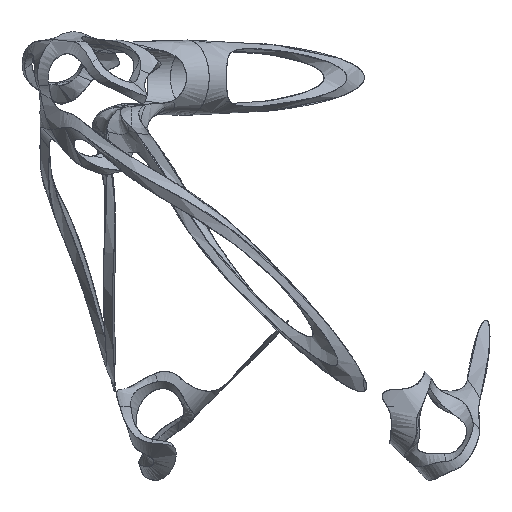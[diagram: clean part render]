
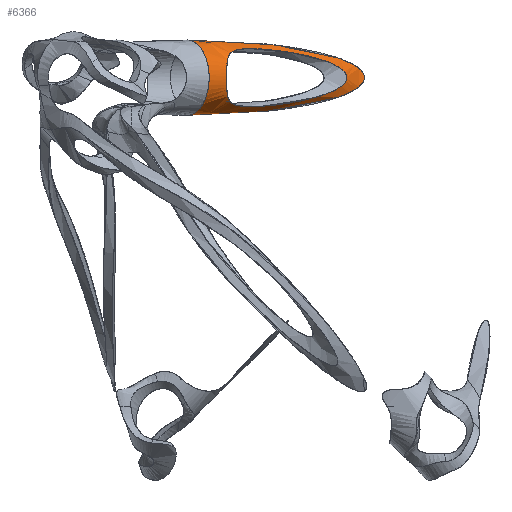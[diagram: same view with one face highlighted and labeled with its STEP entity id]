
A CAD part, front view. The second image highlights one B-rep face of the part: STEP entity #6366.
In plain terms, the highlighted free-form (B-spline) face has degree [2, 1] with [5, 2] control points.
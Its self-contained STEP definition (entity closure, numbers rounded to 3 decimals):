
#6050 = VERTEX_POINT('',#6051);
#6051 = CARTESIAN_POINT('',(-24.763,-25.427,
    136.457));
#6057 = EDGE_CURVE('',#6050,#6050,#6058,.T.);
#6058 = B_SPLINE_CURVE_WITH_KNOTS('',3,(#6059,#6060,#6061,#6062,#6063,
    #6064,#6065,#6066,#6067,#6068,#6069,#6070,#6071,#6072,#6073,#6074,
    #6075,#6076,#6077,#6078,#6079,#6080,#6081,#6082,#6083,#6084,#6085,
    #6086,#6087,#6088,#6089),.UNSPECIFIED.,.T.,.F.,(1,3,1,1,1,1,1,1,1,1,
    1,1,1,1,1,1,1,1,1,1,1,1,1,1,1,1,1,1,1,3,1),(-1.059,0.,
    0.53,1.059,1.324,1.589,
    2.118,2.471,2.824,3.177,
    3.53,3.883,4.236,4.943,
    6.355,7.767,8.473,9.179,
    9.532,9.709,9.885,9.973,
    10.062,10.238,10.591,11.297,
    12.003,12.709,13.769,14.828,
    15.357),.UNSPECIFIED.);
#6059 = CARTESIAN_POINT('',(-24.762,-25.428,
    136.456));
#6060 = CARTESIAN_POINT('',(-26.59,-27.24,
    136.464));
#6061 = CARTESIAN_POINT('',(-30.135,-30.976,
    136.352));
#6062 = CARTESIAN_POINT('',(-33.978,-36.142,
    135.568));
#6063 = CARTESIAN_POINT('',(-36.249,-40.528,
    134.002));
#6064 = CARTESIAN_POINT('',(-37.772,-44.846,
    131.513));
#6065 = CARTESIAN_POINT('',(-38.142,-48.505,
    127.007));
#6066 = CARTESIAN_POINT('',(-38.139,-49.816,
    121.008));
#6067 = CARTESIAN_POINT('',(-38.144,-49.1,
    115.811));
#6068 = CARTESIAN_POINT('',(-37.989,-46.574,
    111.195));
#6069 = CARTESIAN_POINT('',(-37.125,-42.634,
    107.822));
#6070 = CARTESIAN_POINT('',(-35.167,-38.202,
    105.88));
#6071 = CARTESIAN_POINT('',(-31.468,-32.52,
    104.591));
#6072 = CARTESIAN_POINT('',(-23.335,-23.577,
    104.147));
#6073 = CARTESIAN_POINT('',(-10.32,-12.453,
    105.214));
#6074 = CARTESIAN_POINT('',(3.007,-2.035,
    107.376));
#6075 = CARTESIAN_POINT('',(13.906,6.182,
    110.254));
#6076 = CARTESIAN_POINT('',(20.419,11.027,
    112.699));
#6077 = CARTESIAN_POINT('',(24.841,14.287,
    115.364));
#6078 = CARTESIAN_POINT('',(27.012,15.883,
    117.498));
#6079 = CARTESIAN_POINT('',(27.987,16.598,
    119.382));
#6080 = CARTESIAN_POINT('',(27.958,16.577,
    121.157));
#6081 = CARTESIAN_POINT('',(27.379,16.152,
    122.75));
#6082 = CARTESIAN_POINT('',(25.624,14.863,
    124.895));
#6083 = CARTESIAN_POINT('',(21.321,11.693,
    127.729));
#6084 = CARTESIAN_POINT('',(14.734,6.804,
    130.324));
#6085 = CARTESIAN_POINT('',(6.671,0.729,
    132.533));
#6086 = CARTESIAN_POINT('',(-2.731,-6.504,
    134.43));
#6087 = CARTESIAN_POINT('',(-13.338,-14.995,
    135.888));
#6088 = CARTESIAN_POINT('',(-21.105,-21.803,
    136.439));
#6089 = CARTESIAN_POINT('',(-24.762,-25.428,
    136.456));
#6366 = ADVANCED_FACE('',(#6367,#6389),#6392,.T.);
#6367 = FACE_BOUND('',#6368,.T.);
#6368 = EDGE_LOOP('',(#6369,#6381));
#6369 = ORIENTED_EDGE('',*,*,#6370,.F.);
#6370 = EDGE_CURVE('',#6371,#6373,#6375,.T.);
#6371 = VERTEX_POINT('',#6372);
#6372 = CARTESIAN_POINT('',(-59.97,-41.991,
    99.66));
#6373 = VERTEX_POINT('',#6374);
#6374 = CARTESIAN_POINT('',(-59.97,-41.991,
    141.179));
#6375 = ( BOUNDED_CURVE() B_SPLINE_CURVE(2,(#6376,#6377,#6378,#6379,
#6380),.UNSPECIFIED.,.F.,.F.) B_SPLINE_CURVE_WITH_KNOTS((3,2,3),(
    4.712,6.283,7.854),
.PIECEWISE_BEZIER_KNOTS.) CURVE() GEOMETRIC_REPRESENTATION_ITEM() 
RATIONAL_B_SPLINE_CURVE((1.,0.707,1.,0.707,1.)) 
REPRESENTATION_ITEM('') );
#6376 = CARTESIAN_POINT('',(-59.97,-41.991,
    99.66));
#6377 = CARTESIAN_POINT('',(-47.87,-59.25,
    99.66));
#6378 = CARTESIAN_POINT('',(-47.87,-59.25,
    120.42));
#6379 = CARTESIAN_POINT('',(-47.87,-59.25,
    141.179));
#6380 = CARTESIAN_POINT('',(-59.97,-41.991,
    141.179));
#6381 = ORIENTED_EDGE('',*,*,#6382,.F.);
#6382 = EDGE_CURVE('',#6373,#6371,#6383,.T.);
#6383 = ( BOUNDED_CURVE() B_SPLINE_CURVE(2,(#6384,#6385,#6386,#6387,
#6388),.UNSPECIFIED.,.F.,.F.) B_SPLINE_CURVE_WITH_KNOTS((3,2,3),(
    4.712,6.283,7.854),
.PIECEWISE_BEZIER_KNOTS.) CURVE() GEOMETRIC_REPRESENTATION_ITEM() 
RATIONAL_B_SPLINE_CURVE((1.,0.707,1.,0.707,1.)) 
REPRESENTATION_ITEM('') );
#6384 = CARTESIAN_POINT('',(-59.97,-41.991,
    141.179));
#6385 = CARTESIAN_POINT('',(37.683,26.303,
    141.179));
#6386 = CARTESIAN_POINT('',(37.683,26.303,
    120.42));
#6387 = CARTESIAN_POINT('',(37.683,26.303,
    99.66));
#6388 = CARTESIAN_POINT('',(-59.97,-41.991,
    99.66));
#6389 = FACE_BOUND('',#6390,.T.);
#6390 = EDGE_LOOP('',(#6391));
#6391 = ORIENTED_EDGE('',*,*,#6057,.F.);
#6392 = ( BOUNDED_SURFACE() B_SPLINE_SURFACE(2,1,(
    (#6393,#6394)
    ,(#6395,#6396)
    ,(#6397,#6398)
    ,(#6399,#6400)
    ,(#6401,#6402
)),.UNSPECIFIED.,.F.,.F.,.F.) B_SPLINE_SURFACE_WITH_KNOTS((3,2,3),(2,2),
  (-0.615,0.955,2.526),(-54.739,
32.98),.UNSPECIFIED.) GEOMETRIC_REPRESENTATION_ITEM() 
RATIONAL_B_SPLINE_SURFACE((
    (1.,1.)
    ,(0.707,0.707)
    ,(1.,1.)
    ,(0.707,0.707)
,(1.,1.))) REPRESENTATION_ITEM('') SURFACE() );
#6393 = CARTESIAN_POINT('',(-62.558,-44.58,
    141.179));
#6394 = CARTESIAN_POINT('',(23.286,41.264,
    141.179));
#6395 = CARTESIAN_POINT('',(-47.879,-59.259,
    141.179));
#6396 = CARTESIAN_POINT('',(37.965,26.585,
    141.179));
#6397 = CARTESIAN_POINT('',(-47.879,-59.259,
    120.42));
#6398 = CARTESIAN_POINT('',(37.965,26.585,
    120.42));
#6399 = CARTESIAN_POINT('',(-47.879,-59.259,
    99.66));
#6400 = CARTESIAN_POINT('',(37.965,26.585,
    99.66));
#6401 = CARTESIAN_POINT('',(-62.558,-44.58,
    99.66));
#6402 = CARTESIAN_POINT('',(23.286,41.264,
    99.66));
